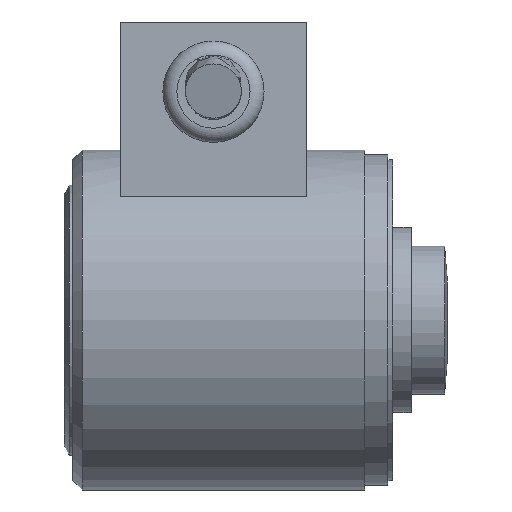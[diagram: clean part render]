
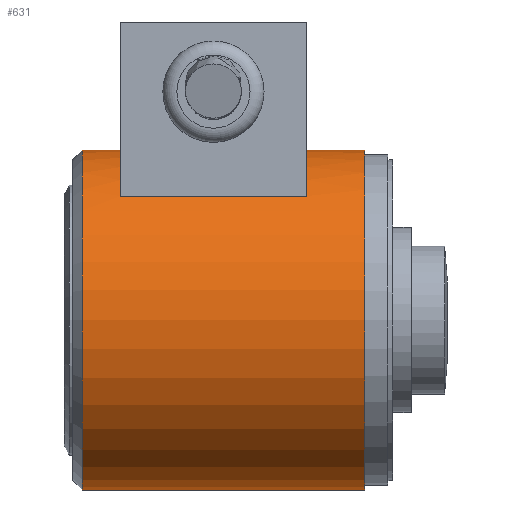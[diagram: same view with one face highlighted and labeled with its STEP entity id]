
A CAD part, top view. The second image highlights one B-rep face of the part: STEP entity #631.
In plain terms, the highlighted cylindrical face has radius 36.5 mm (diameter 73 mm), a full revolution.
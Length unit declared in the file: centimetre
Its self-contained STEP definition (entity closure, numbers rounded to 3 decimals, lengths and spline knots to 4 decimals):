
#318=VECTOR('',#1039,1.);
#319=VECTOR('',#1042,1.);
#328=LINE('',#728,#318);
#329=LINE('',#733,#319);
#338=CYLINDRICAL_SURFACE('',#664,3.65);
#364=VERTEX_POINT('',#721);
#366=VERTEX_POINT('',#727);
#367=VERTEX_POINT('',#729);
#368=VERTEX_POINT('',#730);
#369=VERTEX_POINT('',#732);
#370=VERTEX_POINT('',#734);
#395=CIRCLE('',#661,3.65);
#397=CIRCLE('',#665,3.65);
#398=CIRCLE('',#666,3.65);
#399=CIRCLE('',#667,3.65);
#420=EDGE_CURVE('',#364,#364,#395,.T.);
#422=EDGE_CURVE('',#366,#366,#397,.T.);
#423=EDGE_CURVE('',#367,#368,#328,.T.);
#424=EDGE_CURVE('',#368,#369,#398,.T.);
#425=EDGE_CURVE('',#369,#370,#329,.T.);
#426=EDGE_CURVE('',#370,#367,#399,.T.);
#459=ORIENTED_EDGE('',*,*,#422,.T.);
#460=ORIENTED_EDGE('',*,*,#423,.T.);
#461=ORIENTED_EDGE('',*,*,#424,.T.);
#462=ORIENTED_EDGE('',*,*,#425,.T.);
#463=ORIENTED_EDGE('',*,*,#426,.T.);
#464=ORIENTED_EDGE('',*,*,#420,.F.);
#531=EDGE_LOOP('',(#459));
#532=EDGE_LOOP('',(#460,#461,#462,#463));
#533=EDGE_LOOP('',(#464));
#582=FACE_BOUND('',#531,.T.);
#583=FACE_BOUND('',#532,.T.);
#584=FACE_BOUND('',#533,.T.);
#631=ADVANCED_FACE('',(#582,#583,#584),#338,.T.);
#661=AXIS2_PLACEMENT_3D('',#720,#1030,#1031);
#664=AXIS2_PLACEMENT_3D('',#725,#1035,#1036);
#665=AXIS2_PLACEMENT_3D('',#726,#1037,#1038);
#666=AXIS2_PLACEMENT_3D('',#731,#1040,#1041);
#667=AXIS2_PLACEMENT_3D('',#735,#1043,#1044);
#720=CARTESIAN_POINT('',(-2.3392,0.,0.));
#721=CARTESIAN_POINT('',(-2.3392,3.65,0.));
#725=CARTESIAN_POINT('',(0.8958,0.,0.));
#726=CARTESIAN_POINT('',(3.7308,0.,0.));
#727=CARTESIAN_POINT('',(3.7308,-3.65,0.));
#728=CARTESIAN_POINT('',(0.4808,2.6594,-2.5));
#729=CARTESIAN_POINT('',(-1.5192,2.6594,-2.5));
#730=CARTESIAN_POINT('',(2.4808,2.6594,-2.5));
#731=CARTESIAN_POINT('',(2.4808,0.,0.));
#732=CARTESIAN_POINT('',(2.4808,2.6594,2.5));
#733=CARTESIAN_POINT('',(0.4808,2.6594,2.5));
#734=CARTESIAN_POINT('',(-1.5192,2.6594,2.5));
#735=CARTESIAN_POINT('',(-1.5192,0.,0.));
#1030=DIRECTION('',(-1.,0.,0.));
#1031=DIRECTION('',(0.,-3.65,0.));
#1035=DIRECTION('',(1.,0.,0.));
#1036=DIRECTION('',(0.,3.65,0.));
#1037=DIRECTION('',(-1.,0.,0.));
#1038=DIRECTION('',(0.,3.65,0.));
#1039=DIRECTION('',(1.,0.,0.));
#1040=DIRECTION('',(1.,0.,0.));
#1041=DIRECTION('',(0.,3.65,0.));
#1042=DIRECTION('',(-1.,0.,0.));
#1043=DIRECTION('',(-1.,0.,0.));
#1044=DIRECTION('',(0.,3.65,0.));
